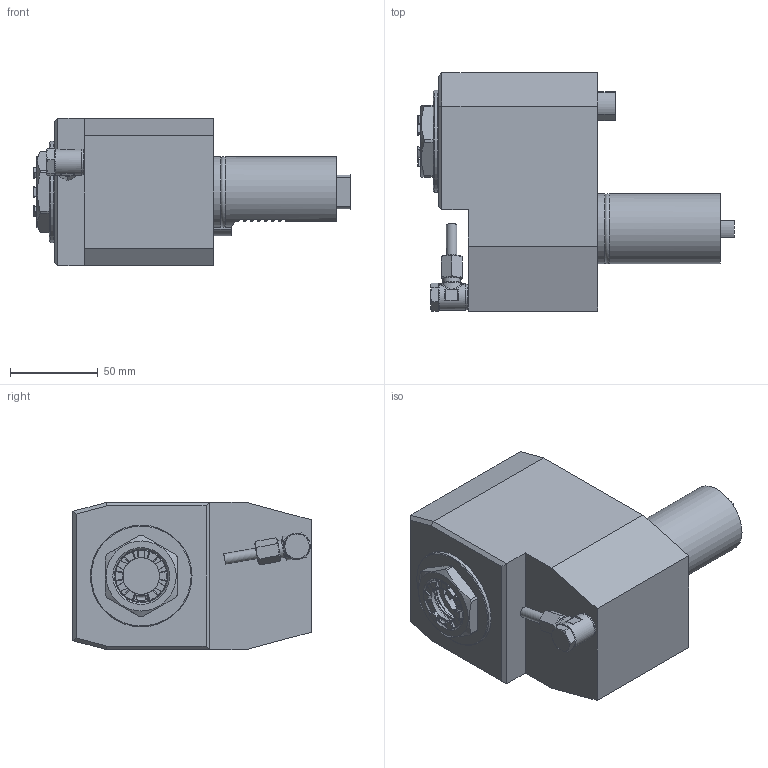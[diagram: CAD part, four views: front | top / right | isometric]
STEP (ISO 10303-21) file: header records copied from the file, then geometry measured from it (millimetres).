
FILE_DESCRIPTION(/* description */ ('8 019 45 141.02'),/* implementation_level */ '2;1');
FILE_NAME(/* name */ '8 019 45 141.02',/* time_stamp */ '2022-02-07T08:11:42+01:00',/* author */ ('heimatec GmbH'),/* organization */ (''),/* preprocessor_version */ 'ST-DEVELOPER v16.7',/* originating_system */ 'Solid Edge',/* authorisation */ 'Unknown');
FILE_SCHEMA (('AUTOMOTIVE_DESIGN {1 0 10303 214 3 1 1}'));
Length unit declared in the file: millimetre
Products named in the file (1): Part7
Bounding box: 180.9 x 136 x 84 mm (x, y, z)
Volume: 1020279.3 mm3; surface area: 78268.9 mm2
Topology: 1 solids, 2 shells, 428 faces, 1142 edges, 748 vertices
Faces by surface type: plane 244, cylinder 126, cone 25, bspline 16, torus 15, sphere 2
Full cylindrical faces by diameter (mm): 0.425 x1, 0.51 x1, 1.6 x1, 4 x1, 4.5 x1, 5 x1, 6 x1, 10 x1, 12 x1, 14.5 x1, 15 x1, 20.9 x1, 29.5 x1, 30.376 x2, 32.2 x1, 38.6 x2, 40 x3, 50 x1, 50.8 x1, 58 x1
Entity records: 13610 total; most frequent: CARTESIAN_POINT 3518, ORIENTED_EDGE 2122, DIRECTION 1961, EDGE_CURVE 1061, VERTEX_POINT 720, AXIS2_PLACEMENT_3D 698, LINE 565, VECTOR 565
